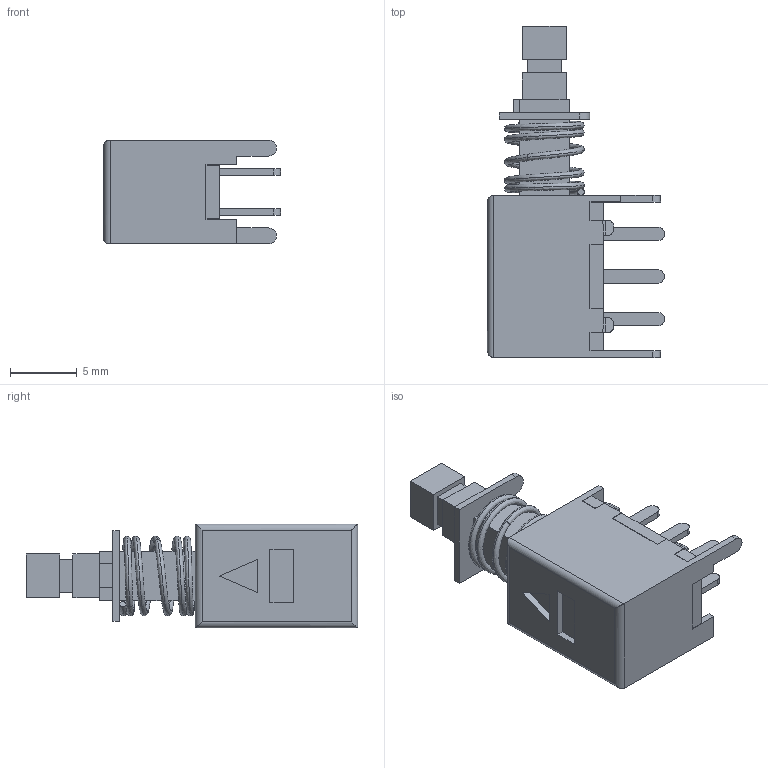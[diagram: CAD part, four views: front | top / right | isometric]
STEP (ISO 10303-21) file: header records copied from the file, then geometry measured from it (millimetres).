
FILE_DESCRIPTION(('STEP AP242'),'1');
FILE_NAME('xkbs22e05-z.stp','2022-12-04T01:57:45',('TraceParts'),('TraceParts S.A.'),'Spatial InterOp 3D',' ',' ');
FILE_SCHEMA(('AP242_MANAGED_MODEL_BASED_3D_ENGINEERING_MIM_LF {1 0 10303 442 1 1 4}'));
Length unit declared in the file: millimetre
Products named in the file (1): xkbs22e05-z
Bounding box: 13.31 x 24.91 x 7.81 mm (x, y, z)
Volume: 1030.2 mm3; surface area: 1114.7 mm2
Topology: 1 solids, 1 shells, 206 faces, 679 edges, 448 vertices
Faces by surface type: plane 161, cylinder 37, bspline 8
Entity records: 9379 total; most frequent: CARTESIAN_POINT 3591, ORIENTED_EDGE 1358, DIRECTION 1008, EDGE_CURVE 679, LINE 478, VECTOR 478, VERTEX_POINT 448, AXIS2_PLACEMENT_3D 265
